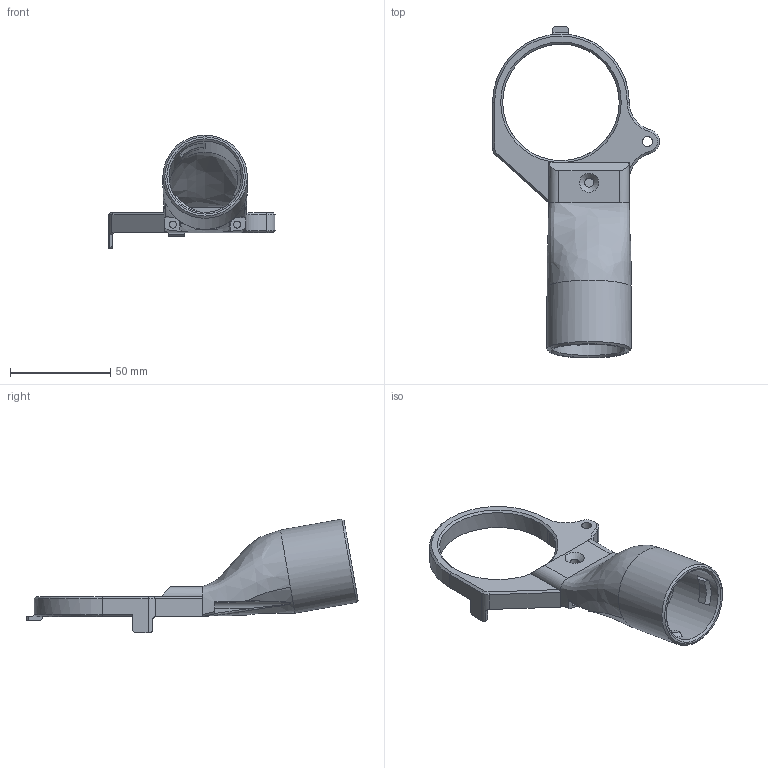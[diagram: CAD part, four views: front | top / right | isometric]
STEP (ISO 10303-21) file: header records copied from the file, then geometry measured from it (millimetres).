
FILE_DESCRIPTION(/* description */ (''),/* implementation_level */ '2;1');
FILE_NAME(/* name */ 'Makita Router Dust Hood MkII v2.step',/* time_stamp */ '2023-05-26T19:37:44+02:00',/* author */ (''),/* organization */ (''),/* preprocessor_version */ 'ST-DEVELOPER v19.2',/* originating_system */ 'Autodesk Translation Framework v12.4.0.73',/* authorisation */ '');
FILE_SCHEMA (('AUTOMOTIVE_DESIGN { 1 0 10303 214 3 1 1 }'));
Length unit declared in the file: millimetre
Products named in the file (1): Makita Router Dust Hood MkII
Bounding box: 82.98 x 165.2 x 56.51 mm (x, y, z)
Volume: 46474.8 mm3; surface area: 31277.8 mm2
Topology: 2 solids, 2 shells, 132 faces, 358 edges, 234 vertices
Faces by surface type: plane 64, cylinder 29, cone 21, bspline 18
Full cylindrical faces by diameter (mm): 3.5 x2, 4.5 x1, 5 x1, 5.6 x1, 6 x2, 8 x1, 36 x1, 42 x1, 58 x1
Entity records: 6440 total; most frequent: CARTESIAN_POINT 3196, ORIENTED_EDGE 716, DIRECTION 590, EDGE_CURVE 358, VERTEX_POINT 234, AXIS2_PLACEMENT_3D 206, LINE 178, VECTOR 178
